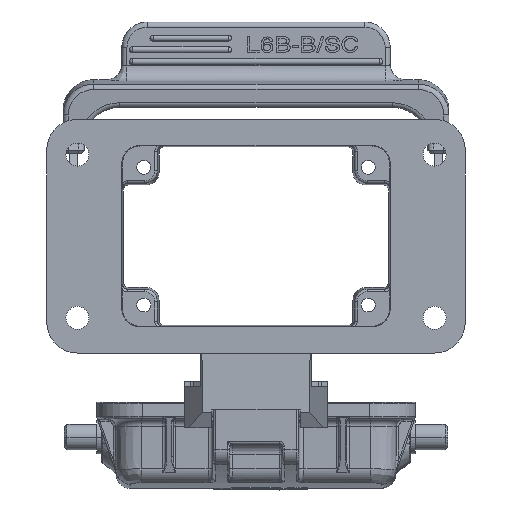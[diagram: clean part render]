
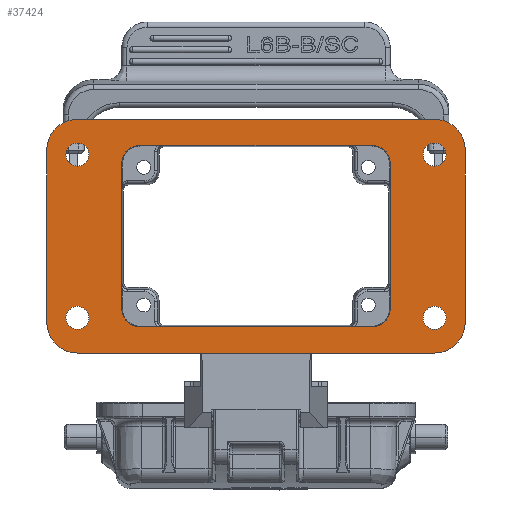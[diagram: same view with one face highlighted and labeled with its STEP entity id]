
A CAD part, front view. The second image highlights one B-rep face of the part: STEP entity #37424.
In plain terms, the highlighted planar face has unit normal (0, -1, 0).
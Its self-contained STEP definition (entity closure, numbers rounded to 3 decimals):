
#7055=CARTESIAN_POINT('',(35.,27.9,-16.9));
#7056=DIRECTION('',(0.,1.,0.));
#7057=DIRECTION('',(1.,0.,0.));
#7058=AXIS2_PLACEMENT_3D('',#7055,#7056,#7057);
#7060=DIRECTION('',(-1.,0.,0.));
#7061=VECTOR('',#7060,70.);
#7062=CARTESIAN_POINT('',(35.,27.9,-22.9));
#7063=LINE('',#7062,#7061);
#7064=CARTESIAN_POINT('',(-35.,27.9,-16.9));
#7065=DIRECTION('',(0.,1.,0.));
#7066=DIRECTION('',(0.,0.,-1.));
#7067=AXIS2_PLACEMENT_3D('',#7064,#7065,#7066);
#7069=DIRECTION('',(0.,0.,1.));
#7070=VECTOR('',#7069,33.8);
#7071=CARTESIAN_POINT('',(-41.,27.9,-16.9));
#7072=LINE('',#7071,#7070);
#7073=CARTESIAN_POINT('',(-35.,27.9,16.9));
#7074=DIRECTION('',(0.,1.,0.));
#7075=DIRECTION('',(-1.,0.,0.));
#7076=AXIS2_PLACEMENT_3D('',#7073,#7074,#7075);
#7078=DIRECTION('',(1.,0.,0.));
#7079=VECTOR('',#7078,70.);
#7080=CARTESIAN_POINT('',(-35.,27.9,22.9));
#7081=LINE('',#7080,#7079);
#7082=CARTESIAN_POINT('',(35.,27.9,16.9));
#7083=DIRECTION('',(0.,1.,0.));
#7084=DIRECTION('',(0.,0.,1.));
#7085=AXIS2_PLACEMENT_3D('',#7082,#7083,#7084);
#7087=DIRECTION('',(0.,0.,-1.));
#7088=VECTOR('',#7087,33.8);
#7089=CARTESIAN_POINT('',(41.,27.9,16.9));
#7090=LINE('',#7089,#7088);
#7091=DIRECTION('',(0.,0.,-1.));
#7092=VECTOR('',#7091,28.5);
#7093=CARTESIAN_POINT('',(-26.3,27.9,14.25));
#7094=LINE('',#7093,#7092);
#7095=CARTESIAN_POINT('',(-22.8,27.9,-14.25));
#7096=DIRECTION('',(0.,-1.,0.));
#7097=DIRECTION('',(-1.,0.,0.));
#7098=AXIS2_PLACEMENT_3D('',#7095,#7096,#7097);
#7100=DIRECTION('',(1.,0.,0.));
#7101=VECTOR('',#7100,45.6);
#7102=CARTESIAN_POINT('',(-22.8,27.9,-17.75));
#7103=LINE('',#7102,#7101);
#7104=CARTESIAN_POINT('',(22.8,27.9,-14.25));
#7105=DIRECTION('',(0.,-1.,0.));
#7106=DIRECTION('',(0.,0.,-1.));
#7107=AXIS2_PLACEMENT_3D('',#7104,#7105,#7106);
#7109=DIRECTION('',(0.,0.,1.));
#7110=VECTOR('',#7109,28.5);
#7111=CARTESIAN_POINT('',(26.3,27.9,-14.25));
#7112=LINE('',#7111,#7110);
#7113=CARTESIAN_POINT('',(22.8,27.9,14.25));
#7114=DIRECTION('',(0.,-1.,0.));
#7115=DIRECTION('',(1.,0.,0.));
#7116=AXIS2_PLACEMENT_3D('',#7113,#7114,#7115);
#7118=DIRECTION('',(-1.,0.,0.));
#7119=VECTOR('',#7118,45.6);
#7120=CARTESIAN_POINT('',(22.8,27.9,17.75));
#7121=LINE('',#7120,#7119);
#7122=CARTESIAN_POINT('',(-22.8,27.9,14.25));
#7123=DIRECTION('',(0.,-1.,0.));
#7124=DIRECTION('',(0.,0.,1.));
#7125=AXIS2_PLACEMENT_3D('',#7122,#7123,#7124);
#7127=CARTESIAN_POINT('',(35.,27.9,16.));
#7128=DIRECTION('',(0.,-1.,0.));
#7129=DIRECTION('',(0.,0.,1.));
#7130=AXIS2_PLACEMENT_3D('',#7127,#7128,#7129);
#7132=CARTESIAN_POINT('',(35.,27.9,16.));
#7133=DIRECTION('',(0.,-1.,0.));
#7134=DIRECTION('',(0.,0.,-1.));
#7135=AXIS2_PLACEMENT_3D('',#7132,#7133,#7134);
#7137=CARTESIAN_POINT('',(-35.,27.9,16.));
#7138=DIRECTION('',(0.,-1.,0.));
#7139=DIRECTION('',(0.,0.,1.));
#7140=AXIS2_PLACEMENT_3D('',#7137,#7138,#7139);
#7142=CARTESIAN_POINT('',(-35.,27.9,16.));
#7143=DIRECTION('',(0.,-1.,0.));
#7144=DIRECTION('',(0.,0.,-1.));
#7145=AXIS2_PLACEMENT_3D('',#7142,#7143,#7144);
#7147=CARTESIAN_POINT('',(35.,27.9,-16.));
#7148=DIRECTION('',(0.,-1.,0.));
#7149=DIRECTION('',(0.,0.,1.));
#7150=AXIS2_PLACEMENT_3D('',#7147,#7148,#7149);
#7152=CARTESIAN_POINT('',(35.,27.9,-16.));
#7153=DIRECTION('',(0.,-1.,0.));
#7154=DIRECTION('',(0.,0.,-1.));
#7155=AXIS2_PLACEMENT_3D('',#7152,#7153,#7154);
#7157=CARTESIAN_POINT('',(-35.,27.9,-16.));
#7158=DIRECTION('',(0.,-1.,0.));
#7159=DIRECTION('',(0.,0.,1.));
#7160=AXIS2_PLACEMENT_3D('',#7157,#7158,#7159);
#7162=CARTESIAN_POINT('',(-35.,27.9,-16.));
#7163=DIRECTION('',(0.,-1.,0.));
#7164=DIRECTION('',(0.,0.,-1.));
#7165=AXIS2_PLACEMENT_3D('',#7162,#7163,#7164);
#24377=CARTESIAN_POINT('',(-35.,27.9,-22.9));
#24378=VERTEX_POINT('',#24377);
#24379=CARTESIAN_POINT('',(35.,27.9,-22.9));
#24380=VERTEX_POINT('',#24379);
#24507=CARTESIAN_POINT('',(22.8,27.9,17.75));
#24508=VERTEX_POINT('',#24507);
#24509=CARTESIAN_POINT('',(26.3,27.9,14.25));
#24510=VERTEX_POINT('',#24509);
#24529=CARTESIAN_POINT('',(26.3,27.9,-14.25));
#24530=VERTEX_POINT('',#24529);
#24531=CARTESIAN_POINT('',(41.,27.9,-16.9));
#24532=VERTEX_POINT('',#24531);
#24533=CARTESIAN_POINT('',(-41.,27.9,-16.9));
#24534=VERTEX_POINT('',#24533);
#24535=CARTESIAN_POINT('',(-41.,27.9,16.9));
#24536=VERTEX_POINT('',#24535);
#24537=CARTESIAN_POINT('',(-35.,27.9,22.9));
#24538=VERTEX_POINT('',#24537);
#24539=CARTESIAN_POINT('',(35.,27.9,22.9));
#24540=VERTEX_POINT('',#24539);
#24541=CARTESIAN_POINT('',(41.,27.9,16.9));
#24542=VERTEX_POINT('',#24541);
#24543=CARTESIAN_POINT('',(-26.3,27.9,14.25));
#24544=CARTESIAN_POINT('',(-26.3,27.9,-14.25));
#24545=VERTEX_POINT('',#24543);
#24546=VERTEX_POINT('',#24544);
#24547=CARTESIAN_POINT('',(-22.8,27.9,-17.75));
#24548=VERTEX_POINT('',#24547);
#24549=CARTESIAN_POINT('',(22.8,27.9,-17.75));
#24550=VERTEX_POINT('',#24549);
#24551=CARTESIAN_POINT('',(-22.8,27.9,17.75));
#24552=VERTEX_POINT('',#24551);
#24553=CARTESIAN_POINT('',(35.,27.9,18.25));
#24554=CARTESIAN_POINT('',(35.,27.9,13.75));
#24555=VERTEX_POINT('',#24553);
#24556=VERTEX_POINT('',#24554);
#24557=CARTESIAN_POINT('',(-35.,27.9,18.25));
#24558=CARTESIAN_POINT('',(-35.,27.9,13.75));
#24559=VERTEX_POINT('',#24557);
#24560=VERTEX_POINT('',#24558);
#24561=CARTESIAN_POINT('',(35.,27.9,-13.75));
#24562=CARTESIAN_POINT('',(35.,27.9,-18.25));
#24563=VERTEX_POINT('',#24561);
#24564=VERTEX_POINT('',#24562);
#24565=CARTESIAN_POINT('',(-35.,27.9,-13.75));
#24566=CARTESIAN_POINT('',(-35.,27.9,-18.25));
#24567=VERTEX_POINT('',#24565);
#24568=VERTEX_POINT('',#24566);
#37363=CARTESIAN_POINT('',(0.,27.9,0.));
#37364=DIRECTION('',(0.,1.,0.));
#37365=DIRECTION('',(0.,0.,1.));
#37366=AXIS2_PLACEMENT_3D('',#37363,#37364,#37365);
#37367=PLANE('',#37366);
#37369=ORIENTED_EDGE('',*,*,#37368,.T.);
#37371=ORIENTED_EDGE('',*,*,#37370,.T.);
#37373=ORIENTED_EDGE('',*,*,#37372,.T.);
#37375=ORIENTED_EDGE('',*,*,#37374,.T.);
#37377=ORIENTED_EDGE('',*,*,#37376,.T.);
#37379=ORIENTED_EDGE('',*,*,#37378,.T.);
#37381=ORIENTED_EDGE('',*,*,#37380,.T.);
#37383=ORIENTED_EDGE('',*,*,#37382,.T.);
#37384=EDGE_LOOP('',(#37369,#37371,#37373,#37375,#37377,#37379,#37381,#37383));
#37385=FACE_OUTER_BOUND('',#37384,.F.);
#37387=ORIENTED_EDGE('',*,*,#37386,.T.);
#37388=ORIENTED_EDGE('',*,*,#36506,.T.);
#37390=ORIENTED_EDGE('',*,*,#37389,.T.);
#37391=ORIENTED_EDGE('',*,*,#37341,.T.);
#37392=ORIENTED_EDGE('',*,*,#37357,.T.);
#37393=ORIENTED_EDGE('',*,*,#35988,.T.);
#37395=ORIENTED_EDGE('',*,*,#37394,.T.);
#37397=ORIENTED_EDGE('',*,*,#37396,.T.);
#37398=EDGE_LOOP('',(#37387,#37388,#37390,#37391,#37392,#37393,#37395,#37397));
#37399=FACE_BOUND('',#37398,.F.);
#37401=ORIENTED_EDGE('',*,*,#37400,.T.);
#37403=ORIENTED_EDGE('',*,*,#37402,.T.);
#37404=EDGE_LOOP('',(#37401,#37403));
#37405=FACE_BOUND('',#37404,.F.);
#37407=ORIENTED_EDGE('',*,*,#37406,.T.);
#37409=ORIENTED_EDGE('',*,*,#37408,.T.);
#37410=EDGE_LOOP('',(#37407,#37409));
#37411=FACE_BOUND('',#37410,.F.);
#37413=ORIENTED_EDGE('',*,*,#37412,.T.);
#37415=ORIENTED_EDGE('',*,*,#37414,.T.);
#37416=EDGE_LOOP('',(#37413,#37415));
#37417=FACE_BOUND('',#37416,.F.);
#37419=ORIENTED_EDGE('',*,*,#37418,.T.);
#37421=ORIENTED_EDGE('',*,*,#37420,.T.);
#37422=EDGE_LOOP('',(#37419,#37421));
#37423=FACE_BOUND('',#37422,.F.);
#37424=ADVANCED_FACE('',(#37385,#37399,#37405,#37411,#37417,#37423),#37367,.F.);
#7059=CIRCLE('',#7058,6.);
#7068=CIRCLE('',#7067,6.);
#7077=CIRCLE('',#7076,6.);
#7086=CIRCLE('',#7085,6.);
#7099=CIRCLE('',#7098,3.5);
#7108=CIRCLE('',#7107,3.5);
#7117=CIRCLE('',#7116,3.5);
#7126=CIRCLE('',#7125,3.5);
#7131=CIRCLE('',#7130,2.25);
#7136=CIRCLE('',#7135,2.25);
#7141=CIRCLE('',#7140,2.25);
#7146=CIRCLE('',#7145,2.25);
#7151=CIRCLE('',#7150,2.25);
#7156=CIRCLE('',#7155,2.25);
#7161=CIRCLE('',#7160,2.25);
#7166=CIRCLE('',#7165,2.25);
#35988=EDGE_CURVE('',#24510,#24508,#7117,.T.);
#36506=EDGE_CURVE('',#24546,#24548,#7099,.T.);
#37341=EDGE_CURVE('',#24550,#24530,#7108,.T.);
#37357=EDGE_CURVE('',#24530,#24510,#7112,.T.);
#37368=EDGE_CURVE('',#24532,#24380,#7059,.T.);
#37370=EDGE_CURVE('',#24380,#24378,#7063,.T.);
#37372=EDGE_CURVE('',#24378,#24534,#7068,.T.);
#37374=EDGE_CURVE('',#24534,#24536,#7072,.T.);
#37376=EDGE_CURVE('',#24536,#24538,#7077,.T.);
#37378=EDGE_CURVE('',#24538,#24540,#7081,.T.);
#37380=EDGE_CURVE('',#24540,#24542,#7086,.T.);
#37382=EDGE_CURVE('',#24542,#24532,#7090,.T.);
#37386=EDGE_CURVE('',#24545,#24546,#7094,.T.);
#37389=EDGE_CURVE('',#24548,#24550,#7103,.T.);
#37394=EDGE_CURVE('',#24508,#24552,#7121,.T.);
#37396=EDGE_CURVE('',#24552,#24545,#7126,.T.);
#37400=EDGE_CURVE('',#24555,#24556,#7131,.T.);
#37402=EDGE_CURVE('',#24556,#24555,#7136,.T.);
#37406=EDGE_CURVE('',#24559,#24560,#7141,.T.);
#37408=EDGE_CURVE('',#24560,#24559,#7146,.T.);
#37412=EDGE_CURVE('',#24563,#24564,#7151,.T.);
#37414=EDGE_CURVE('',#24564,#24563,#7156,.T.);
#37418=EDGE_CURVE('',#24567,#24568,#7161,.T.);
#37420=EDGE_CURVE('',#24568,#24567,#7166,.T.);
